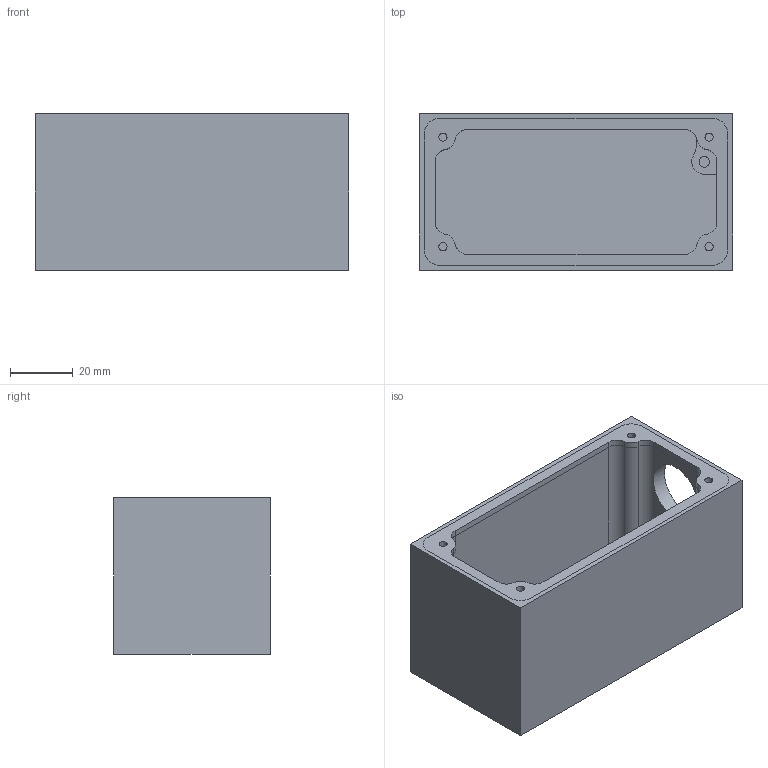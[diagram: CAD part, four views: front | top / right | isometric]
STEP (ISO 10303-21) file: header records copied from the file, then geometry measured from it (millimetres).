
FILE_DESCRIPTION(('CATIA V5 STEP Exchange'),'2;1');
FILE_NAME('0106-600 3D.stp','2021-03-25T10:08:18+00:00',('none'),('none'),'CATIA Version 5 Release 21 GA (IN-10)','CATIA V5 STEP AP203','none');
FILE_SCHEMA(('CONFIG_CONTROL_DESIGN'));
Length unit declared in the file: millimetre
Products named in the file (1): 驱动盒
Bounding box: 100 x 50 x 50 mm (x, y, z)
Volume: 94290.8 mm3; surface area: 39455.7 mm2
Topology: 2 solids, 2 shells, 102 faces, 263 edges, 175 vertices
Faces by surface type: cylinder 64, plane 38
Entity records: 3352 total; most frequent: CARTESIAN_POINT 834, ORIENTED_EDGE 526, DIRECTION 445, EDGE_CURVE 263, AXIS2_PLACEMENT_3D 213, VERTEX_POINT 175, VECTOR 131, LINE 131
